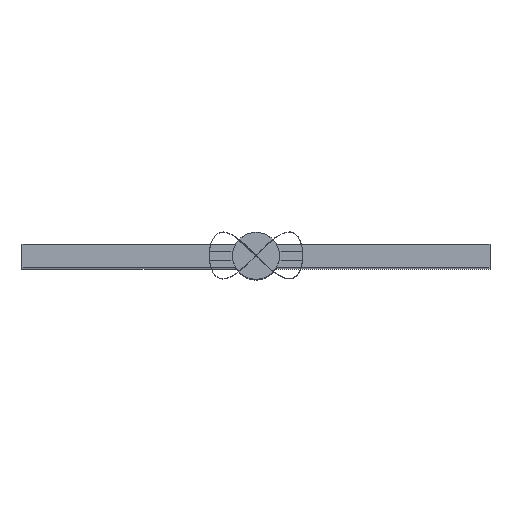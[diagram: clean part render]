
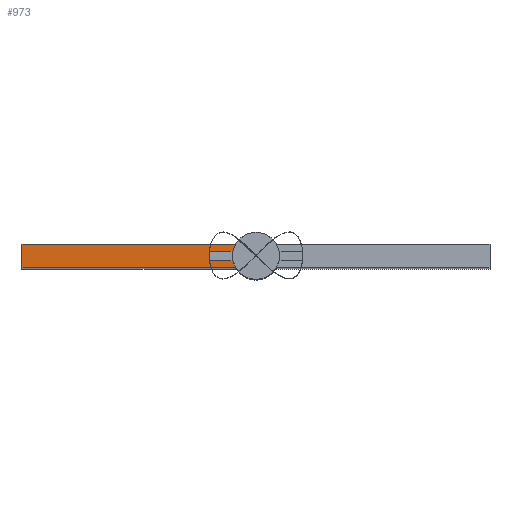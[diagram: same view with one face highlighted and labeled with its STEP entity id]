
A CAD part, top view. The second image highlights one B-rep face of the part: STEP entity #973.
In plain terms, the highlighted planar face has unit normal (0, 0, 1).
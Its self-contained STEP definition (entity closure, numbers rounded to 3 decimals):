
#154 = PLANE('',#155);
#155 = AXIS2_PLACEMENT_3D('',#156,#157,#158);
#156 = CARTESIAN_POINT('',(-1.,0.1,-2.));
#157 = DIRECTION('',(0.,1.,0.));
#158 = DIRECTION('',(0.,0.,1.));
#263 = PLANE('',#264);
#264 = AXIS2_PLACEMENT_3D('',#265,#266,#267);
#265 = CARTESIAN_POINT('',(-1.,-0.1,-2.));
#266 = DIRECTION('',(0.,1.,0.));
#267 = DIRECTION('',(0.,0.,1.));
#496 = CYLINDRICAL_SURFACE('',#497,0.5);
#497 = AXIS2_PLACEMENT_3D('',#498,#499,#500);
#498 = CARTESIAN_POINT('',(0.,0.,-0.5));
#499 = DIRECTION('',(0.,0.,1.));
#500 = DIRECTION('',(1.,0.,0.));
#537 = VERTEX_POINT('',#538);
#538 = CARTESIAN_POINT('',(-0.49,-0.1,0.));
#559 = EDGE_CURVE('',#537,#560,#562,.T.);
#560 = VERTEX_POINT('',#561);
#561 = CARTESIAN_POINT('',(-1.,-0.1,0.));
#562 = SURFACE_CURVE('',#563,(#567,#574),.PCURVE_S1.);
#563 = LINE('',#564,#565);
#564 = CARTESIAN_POINT('',(-3.,-0.1,0.));
#565 = VECTOR('',#566,1.);
#566 = DIRECTION('',(-1.,0.,0.));
#567 = PCURVE('',#263,#568);
#568 = DEFINITIONAL_REPRESENTATION('',(#569),#573);
#569 = LINE('',#570,#571);
#570 = CARTESIAN_POINT('',(2.,-2.));
#571 = VECTOR('',#572,1.);
#572 = DIRECTION('',(0.,-1.));
#573 = ( GEOMETRIC_REPRESENTATION_CONTEXT(2) 
PARAMETRIC_REPRESENTATION_CONTEXT() REPRESENTATION_CONTEXT('2D SPACE',''
  ) );
#574 = PCURVE('',#575,#580);
#575 = PLANE('',#576);
#576 = AXIS2_PLACEMENT_3D('',#577,#578,#579);
#577 = CARTESIAN_POINT('',(-5.,-0.25,0.));
#578 = DIRECTION('',(0.,0.,1.));
#579 = DIRECTION('',(1.,0.,0.));
#580 = DEFINITIONAL_REPRESENTATION('',(#581),#585);
#581 = LINE('',#582,#583);
#582 = CARTESIAN_POINT('',(2.,0.15));
#583 = VECTOR('',#584,1.);
#584 = DIRECTION('',(-1.,0.));
#585 = ( GEOMETRIC_REPRESENTATION_CONTEXT(2) 
PARAMETRIC_REPRESENTATION_CONTEXT() REPRESENTATION_CONTEXT('2D SPACE',''
  ) );
#603 = PLANE('',#604);
#604 = AXIS2_PLACEMENT_3D('',#605,#606,#607);
#605 = CARTESIAN_POINT('',(-1.,-0.1,-2.));
#606 = DIRECTION('',(1.,0.,0.));
#607 = DIRECTION('',(0.,0.,1.));
#779 = CYLINDRICAL_SURFACE('',#780,0.5);
#780 = AXIS2_PLACEMENT_3D('',#781,#782,#783);
#781 = CARTESIAN_POINT('',(0.,0.,-0.5));
#782 = DIRECTION('',(0.,0.,1.));
#783 = DIRECTION('',(1.,0.,0.));
#820 = VERTEX_POINT('',#821);
#821 = CARTESIAN_POINT('',(-0.49,0.1,0.));
#842 = EDGE_CURVE('',#820,#843,#845,.T.);
#843 = VERTEX_POINT('',#844);
#844 = CARTESIAN_POINT('',(-1.,0.1,0.));
#845 = SURFACE_CURVE('',#846,(#850,#857),.PCURVE_S1.);
#846 = LINE('',#847,#848);
#847 = CARTESIAN_POINT('',(-3.,0.1,0.));
#848 = VECTOR('',#849,1.);
#849 = DIRECTION('',(-1.,0.,0.));
#850 = PCURVE('',#154,#851);
#851 = DEFINITIONAL_REPRESENTATION('',(#852),#856);
#852 = LINE('',#853,#854);
#853 = CARTESIAN_POINT('',(2.,-2.));
#854 = VECTOR('',#855,1.);
#855 = DIRECTION('',(0.,-1.));
#856 = ( GEOMETRIC_REPRESENTATION_CONTEXT(2) 
PARAMETRIC_REPRESENTATION_CONTEXT() REPRESENTATION_CONTEXT('2D SPACE',''
  ) );
#857 = PCURVE('',#575,#858);
#858 = DEFINITIONAL_REPRESENTATION('',(#859),#863);
#859 = LINE('',#860,#861);
#860 = CARTESIAN_POINT('',(2.,0.35));
#861 = VECTOR('',#862,1.);
#862 = DIRECTION('',(-1.,0.));
#863 = ( GEOMETRIC_REPRESENTATION_CONTEXT(2) 
PARAMETRIC_REPRESENTATION_CONTEXT() REPRESENTATION_CONTEXT('2D SPACE',''
  ) );
#951 = EDGE_CURVE('',#560,#843,#952,.T.);
#952 = SURFACE_CURVE('',#953,(#957,#964),.PCURVE_S1.);
#953 = LINE('',#954,#955);
#954 = CARTESIAN_POINT('',(-1.,-0.175,0.));
#955 = VECTOR('',#956,1.);
#956 = DIRECTION('',(0.,1.,0.));
#957 = PCURVE('',#603,#958);
#958 = DEFINITIONAL_REPRESENTATION('',(#959),#963);
#959 = LINE('',#960,#961);
#960 = CARTESIAN_POINT('',(2.,0.075));
#961 = VECTOR('',#962,1.);
#962 = DIRECTION('',(0.,-1.));
#963 = ( GEOMETRIC_REPRESENTATION_CONTEXT(2) 
PARAMETRIC_REPRESENTATION_CONTEXT() REPRESENTATION_CONTEXT('2D SPACE',''
  ) );
#964 = PCURVE('',#575,#965);
#965 = DEFINITIONAL_REPRESENTATION('',(#966),#970);
#966 = LINE('',#967,#968);
#967 = CARTESIAN_POINT('',(4.,0.075));
#968 = VECTOR('',#969,1.);
#969 = DIRECTION('',(0.,1.));
#970 = ( GEOMETRIC_REPRESENTATION_CONTEXT(2) 
PARAMETRIC_REPRESENTATION_CONTEXT() REPRESENTATION_CONTEXT('2D SPACE',''
  ) );
#973 = ADVANCED_FACE('',(#974),#575,.T.);
#974 = FACE_BOUND('',#975,.T.);
#975 = EDGE_LOOP('',(#976,#1000,#1028,#1056,#1084,#1106,#1107,#1108));
#976 = ORIENTED_EDGE('',*,*,#977,.F.);
#977 = EDGE_CURVE('',#978,#820,#980,.T.);
#978 = VERTEX_POINT('',#979);
#979 = CARTESIAN_POINT('',(-0.433,0.25,0.));
#980 = SURFACE_CURVE('',#981,(#986,#993),.PCURVE_S1.);
#981 = CIRCLE('',#982,0.5);
#982 = AXIS2_PLACEMENT_3D('',#983,#984,#985);
#983 = CARTESIAN_POINT('',(0.,0.,0.));
#984 = DIRECTION('',(0.,0.,1.));
#985 = DIRECTION('',(1.,0.,-0.));
#986 = PCURVE('',#575,#987);
#987 = DEFINITIONAL_REPRESENTATION('',(#988),#992);
#988 = CIRCLE('',#989,0.5);
#989 = AXIS2_PLACEMENT_2D('',#990,#991);
#990 = CARTESIAN_POINT('',(5.,0.25));
#991 = DIRECTION('',(1.,0.));
#992 = ( GEOMETRIC_REPRESENTATION_CONTEXT(2) 
PARAMETRIC_REPRESENTATION_CONTEXT() REPRESENTATION_CONTEXT('2D SPACE',''
  ) );
#993 = PCURVE('',#779,#994);
#994 = DEFINITIONAL_REPRESENTATION('',(#995),#999);
#995 = LINE('',#996,#997);
#996 = CARTESIAN_POINT('',(0.,0.5));
#997 = VECTOR('',#998,1.);
#998 = DIRECTION('',(1.,0.));
#999 = ( GEOMETRIC_REPRESENTATION_CONTEXT(2) 
PARAMETRIC_REPRESENTATION_CONTEXT() REPRESENTATION_CONTEXT('2D SPACE',''
  ) );
#1000 = ORIENTED_EDGE('',*,*,#1001,.T.);
#1001 = EDGE_CURVE('',#978,#1002,#1004,.T.);
#1002 = VERTEX_POINT('',#1003);
#1003 = CARTESIAN_POINT('',(-5.,0.25,0.));
#1004 = SURFACE_CURVE('',#1005,(#1009,#1016),.PCURVE_S1.);
#1005 = LINE('',#1006,#1007);
#1006 = CARTESIAN_POINT('',(5.,0.25,0.));
#1007 = VECTOR('',#1008,1.);
#1008 = DIRECTION('',(-1.,0.,0.));
#1009 = PCURVE('',#575,#1010);
#1010 = DEFINITIONAL_REPRESENTATION('',(#1011),#1015);
#1011 = LINE('',#1012,#1013);
#1012 = CARTESIAN_POINT('',(10.,0.5));
#1013 = VECTOR('',#1014,1.);
#1014 = DIRECTION('',(-1.,0.));
#1015 = ( GEOMETRIC_REPRESENTATION_CONTEXT(2) 
PARAMETRIC_REPRESENTATION_CONTEXT() REPRESENTATION_CONTEXT('2D SPACE',''
  ) );
#1016 = PCURVE('',#1017,#1022);
#1017 = PLANE('',#1018);
#1018 = AXIS2_PLACEMENT_3D('',#1019,#1020,#1021);
#1019 = CARTESIAN_POINT('',(-5.,0.25,-20.));
#1020 = DIRECTION('',(0.,1.,0.));
#1021 = DIRECTION('',(0.,0.,1.));
#1022 = DEFINITIONAL_REPRESENTATION('',(#1023),#1027);
#1023 = LINE('',#1024,#1025);
#1024 = CARTESIAN_POINT('',(20.,10.));
#1025 = VECTOR('',#1026,1.);
#1026 = DIRECTION('',(0.,-1.));
#1027 = ( GEOMETRIC_REPRESENTATION_CONTEXT(2) 
PARAMETRIC_REPRESENTATION_CONTEXT() REPRESENTATION_CONTEXT('2D SPACE',''
  ) );
#1028 = ORIENTED_EDGE('',*,*,#1029,.F.);
#1029 = EDGE_CURVE('',#1030,#1002,#1032,.T.);
#1030 = VERTEX_POINT('',#1031);
#1031 = CARTESIAN_POINT('',(-5.,-0.25,0.));
#1032 = SURFACE_CURVE('',#1033,(#1037,#1044),.PCURVE_S1.);
#1033 = LINE('',#1034,#1035);
#1034 = CARTESIAN_POINT('',(-5.,-0.25,0.));
#1035 = VECTOR('',#1036,1.);
#1036 = DIRECTION('',(0.,1.,0.));
#1037 = PCURVE('',#575,#1038);
#1038 = DEFINITIONAL_REPRESENTATION('',(#1039),#1043);
#1039 = LINE('',#1040,#1041);
#1040 = CARTESIAN_POINT('',(0.,0.));
#1041 = VECTOR('',#1042,1.);
#1042 = DIRECTION('',(0.,1.));
#1043 = ( GEOMETRIC_REPRESENTATION_CONTEXT(2) 
PARAMETRIC_REPRESENTATION_CONTEXT() REPRESENTATION_CONTEXT('2D SPACE',''
  ) );
#1044 = PCURVE('',#1045,#1050);
#1045 = PLANE('',#1046);
#1046 = AXIS2_PLACEMENT_3D('',#1047,#1048,#1049);
#1047 = CARTESIAN_POINT('',(-5.,-0.25,-20.));
#1048 = DIRECTION('',(1.,0.,0.));
#1049 = DIRECTION('',(0.,0.,1.));
#1050 = DEFINITIONAL_REPRESENTATION('',(#1051),#1055);
#1051 = LINE('',#1052,#1053);
#1052 = CARTESIAN_POINT('',(20.,0.));
#1053 = VECTOR('',#1054,1.);
#1054 = DIRECTION('',(0.,-1.));
#1055 = ( GEOMETRIC_REPRESENTATION_CONTEXT(2) 
PARAMETRIC_REPRESENTATION_CONTEXT() REPRESENTATION_CONTEXT('2D SPACE',''
  ) );
#1056 = ORIENTED_EDGE('',*,*,#1057,.T.);
#1057 = EDGE_CURVE('',#1030,#1058,#1060,.T.);
#1058 = VERTEX_POINT('',#1059);
#1059 = CARTESIAN_POINT('',(-0.433,-0.25,0.));
#1060 = SURFACE_CURVE('',#1061,(#1065,#1072),.PCURVE_S1.);
#1061 = LINE('',#1062,#1063);
#1062 = CARTESIAN_POINT('',(-5.,-0.25,0.));
#1063 = VECTOR('',#1064,1.);
#1064 = DIRECTION('',(1.,0.,0.));
#1065 = PCURVE('',#575,#1066);
#1066 = DEFINITIONAL_REPRESENTATION('',(#1067),#1071);
#1067 = LINE('',#1068,#1069);
#1068 = CARTESIAN_POINT('',(0.,0.));
#1069 = VECTOR('',#1070,1.);
#1070 = DIRECTION('',(1.,0.));
#1071 = ( GEOMETRIC_REPRESENTATION_CONTEXT(2) 
PARAMETRIC_REPRESENTATION_CONTEXT() REPRESENTATION_CONTEXT('2D SPACE',''
  ) );
#1072 = PCURVE('',#1073,#1078);
#1073 = PLANE('',#1074);
#1074 = AXIS2_PLACEMENT_3D('',#1075,#1076,#1077);
#1075 = CARTESIAN_POINT('',(-5.,-0.25,-20.));
#1076 = DIRECTION('',(0.,1.,0.));
#1077 = DIRECTION('',(0.,0.,1.));
#1078 = DEFINITIONAL_REPRESENTATION('',(#1079),#1083);
#1079 = LINE('',#1080,#1081);
#1080 = CARTESIAN_POINT('',(20.,0.));
#1081 = VECTOR('',#1082,1.);
#1082 = DIRECTION('',(0.,1.));
#1083 = ( GEOMETRIC_REPRESENTATION_CONTEXT(2) 
PARAMETRIC_REPRESENTATION_CONTEXT() REPRESENTATION_CONTEXT('2D SPACE',''
  ) );
#1084 = ORIENTED_EDGE('',*,*,#1085,.F.);
#1085 = EDGE_CURVE('',#537,#1058,#1086,.T.);
#1086 = SURFACE_CURVE('',#1087,(#1092,#1099),.PCURVE_S1.);
#1087 = CIRCLE('',#1088,0.5);
#1088 = AXIS2_PLACEMENT_3D('',#1089,#1090,#1091);
#1089 = CARTESIAN_POINT('',(0.,0.,0.));
#1090 = DIRECTION('',(0.,0.,1.));
#1091 = DIRECTION('',(1.,0.,-0.));
#1092 = PCURVE('',#575,#1093);
#1093 = DEFINITIONAL_REPRESENTATION('',(#1094),#1098);
#1094 = CIRCLE('',#1095,0.5);
#1095 = AXIS2_PLACEMENT_2D('',#1096,#1097);
#1096 = CARTESIAN_POINT('',(5.,0.25));
#1097 = DIRECTION('',(1.,0.));
#1098 = ( GEOMETRIC_REPRESENTATION_CONTEXT(2) 
PARAMETRIC_REPRESENTATION_CONTEXT() REPRESENTATION_CONTEXT('2D SPACE',''
  ) );
#1099 = PCURVE('',#496,#1100);
#1100 = DEFINITIONAL_REPRESENTATION('',(#1101),#1105);
#1101 = LINE('',#1102,#1103);
#1102 = CARTESIAN_POINT('',(0.,0.5));
#1103 = VECTOR('',#1104,1.);
#1104 = DIRECTION('',(1.,0.));
#1105 = ( GEOMETRIC_REPRESENTATION_CONTEXT(2) 
PARAMETRIC_REPRESENTATION_CONTEXT() REPRESENTATION_CONTEXT('2D SPACE',''
  ) );
#1106 = ORIENTED_EDGE('',*,*,#559,.T.);
#1107 = ORIENTED_EDGE('',*,*,#951,.T.);
#1108 = ORIENTED_EDGE('',*,*,#842,.F.);
